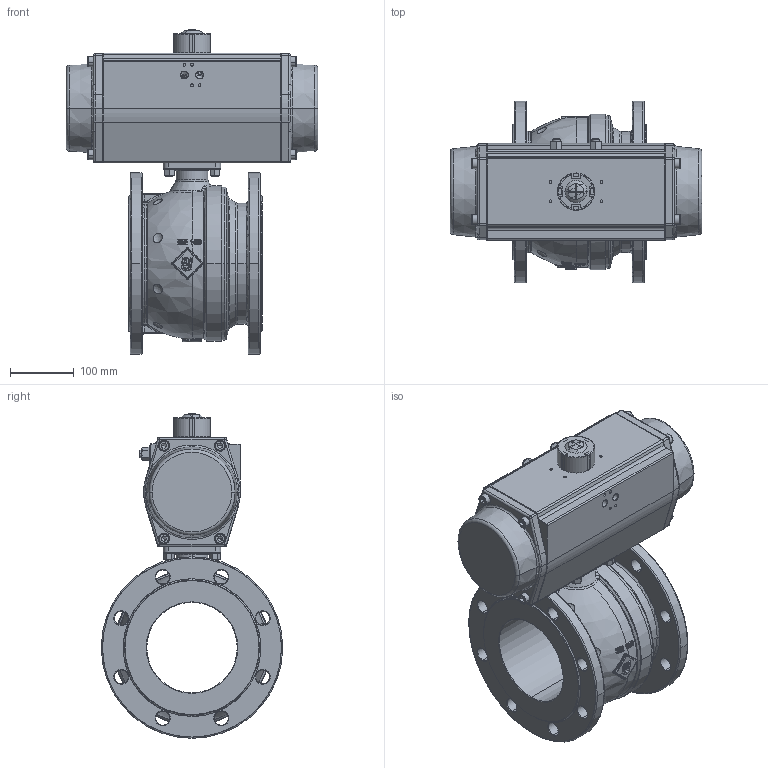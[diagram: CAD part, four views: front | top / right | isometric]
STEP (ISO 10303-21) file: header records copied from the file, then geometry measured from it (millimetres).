
FILE_DESCRIPTION(('HOOPS Exchange Step'),'2;1');
FILE_NAME('PK0400_DN150.stp','2025-04-09T11:00:45+02:00',('nieru'),('Unknown organisation'),'HOOPS Exchange 2024.2','HOOPS Exchange','Unknown authorisation');
FILE_SCHEMA( ('AP203_CONFIGURATION_CONTROLLED_3D_DESIGN_OF_MECHANICAL_PARTS_AND_ASSEMBLIES_MIM_LF') );
Length unit declared in the file: millimetre
Products named in the file (4): 0; root
Assembly tree (3 placements, depth 3):
  root
    0
      0
      0
Bounding box: 395 x 285 x 509.69 mm (x, y, z)
Volume: 4332726.2 mm3; surface area: 991606.7 mm2
Topology: 33 solids, 924 shells, 2018 faces, 6986 edges, 5887 vertices
Faces by surface type: cylinder 588, plane 508, bspline 341, torus 283, cone 219, sphere 79
Full cylindrical faces by diameter (mm): 10 x1, 10.2 x1
Entity records: 141972 total; most frequent: CARTESIAN_POINT 84412, DIRECTION 10809, ORIENTED_EDGE 9468, EDGE_CURVE 6900, VERTEX_POINT 5889, AXIS2_PLACEMENT_3D 4370, CIRCLE 2554, EDGE_LOOP 2191
